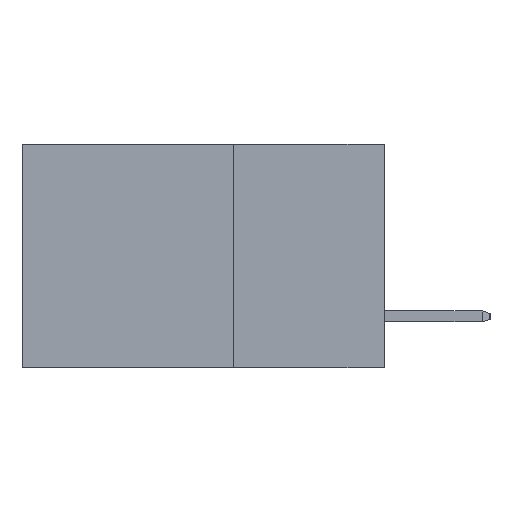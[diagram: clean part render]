
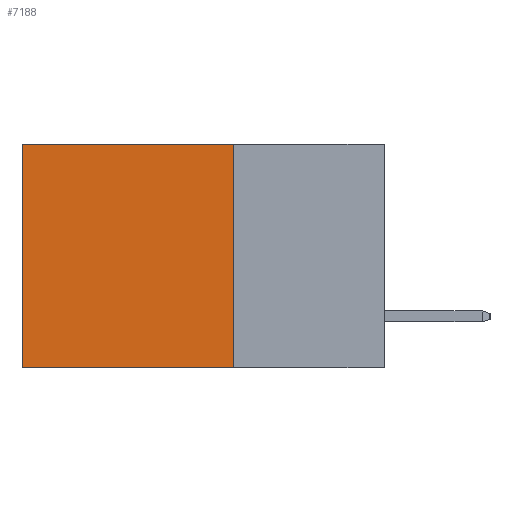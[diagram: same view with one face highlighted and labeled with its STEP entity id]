
A CAD part, left-side view. The second image highlights one B-rep face of the part: STEP entity #7188.
In plain terms, the highlighted planar face has unit normal (-1, 0, 0).
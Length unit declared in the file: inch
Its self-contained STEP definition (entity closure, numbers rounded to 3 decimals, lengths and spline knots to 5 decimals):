
#462 = DIRECTION ( 'NONE',  ( 0., 0., -1. ) ) ;
#510 = DIRECTION ( 'NONE',  ( 1., 0., 0. ) ) ;
#525 = CARTESIAN_POINT ( 'NONE',  ( 0.2615, 0.25, -0.37 ) ) ;
#527 = PLANE ( 'NONE',  #10543 ) ;
#657 = EDGE_CURVE ( 'NONE', #7132, #6467, #1957, .T. ) ;
#818 = EDGE_CURVE ( 'NONE', #5267, #6467, #8281, .T. ) ;
#891 = VECTOR ( 'NONE', #7675, 39.37008 ) ;
#924 = ORIENTED_EDGE ( 'NONE', *, *, #818, .T. ) ;
#929 = CARTESIAN_POINT ( 'NONE',  ( 0.2615, 0.25, -0.37 ) ) ;
#1505 = ORIENTED_EDGE ( 'NONE', *, *, #657, .F. ) ;
#1758 = EDGE_CURVE ( 'NONE', #6303, #5267, #2099, .T. ) ;
#1821 = ORIENTED_EDGE ( 'NONE', *, *, #1758, .T. ) ;
#1957 = LINE ( 'NONE', #3504, #2275 ) ;
#2099 = LINE ( 'NONE', #7127, #9738 ) ;
#2275 = VECTOR ( 'NONE', #6636, 39.37008 ) ;
#2941 = CARTESIAN_POINT ( 'NONE',  ( 0.2615, 0.25, 0. ) ) ;
#3242 = EDGE_LOOP ( 'NONE', ( #924, #1505, #10697, #1821 ) ) ;
#3504 = CARTESIAN_POINT ( 'NONE',  ( 0.2615, 0.25, -0.37 ) ) ;
#5105 = VECTOR ( 'NONE', #10515, 39.37008 ) ;
#5267 = VERTEX_POINT ( 'NONE', #7438 ) ;
#6303 = VERTEX_POINT ( 'NONE', #2941 ) ;
#6335 = CARTESIAN_POINT ( 'NONE',  ( 0.2615, 0.6, -0.37 ) ) ;
#6467 = VERTEX_POINT ( 'NONE', #11044 ) ;
#6636 = DIRECTION ( 'NONE',  ( 0., 1., 0. ) ) ;
#7053 = LINE ( 'NONE', #9568, #5105 ) ;
#7127 = CARTESIAN_POINT ( 'NONE',  ( 0.2615, 0.25, 0. ) ) ;
#7132 = VERTEX_POINT ( 'NONE', #929 ) ;
#7188 = ADVANCED_FACE ( 'NONE', ( #8589 ), #527, .F. ) ;
#7398 = DIRECTION ( 'NONE',  ( 0., 1., 0. ) ) ;
#7438 = CARTESIAN_POINT ( 'NONE',  ( 0.2615, 0.6, 0. ) ) ;
#7675 = DIRECTION ( 'NONE',  ( 0., 0., -1. ) ) ;
#8281 = LINE ( 'NONE', #6335, #891 ) ;
#8589 = FACE_OUTER_BOUND ( 'NONE', #3242, .T. ) ;
#8873 = EDGE_CURVE ( 'NONE', #6303, #7132, #7053, .T. ) ;
#9568 = CARTESIAN_POINT ( 'NONE',  ( 0.2615, 0.25, -0.37 ) ) ;
#9738 = VECTOR ( 'NONE', #7398, 39.37008 ) ;
#10515 = DIRECTION ( 'NONE',  ( 0., 0., -1. ) ) ;
#10543 = AXIS2_PLACEMENT_3D ( 'NONE', #525, #510, #462 ) ;
#10697 = ORIENTED_EDGE ( 'NONE', *, *, #8873, .F. ) ;
#11044 = CARTESIAN_POINT ( 'NONE',  ( 0.2615, 0.6, -0.37 ) ) ;
